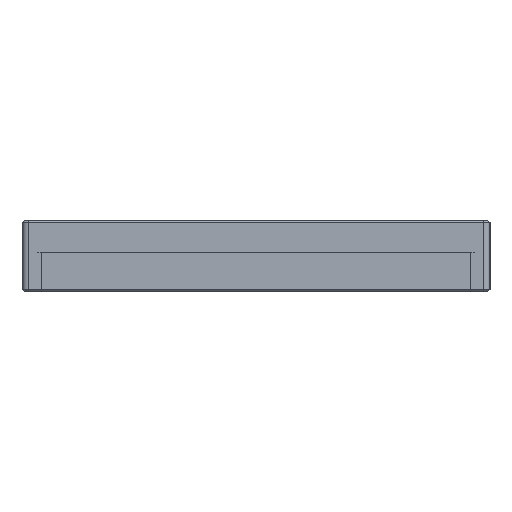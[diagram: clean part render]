
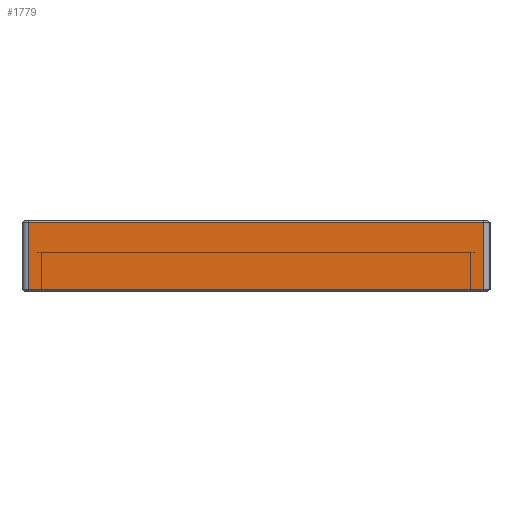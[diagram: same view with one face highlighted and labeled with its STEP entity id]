
A CAD part, left-side view. The second image highlights one B-rep face of the part: STEP entity #1779.
In plain terms, the highlighted planar face has unit normal (-1, 0, 0).
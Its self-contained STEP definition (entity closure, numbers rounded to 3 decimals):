
#72=PLANE('',#1980);
#210=FACE_OUTER_BOUND('',#339,.T.);
#339=EDGE_LOOP('',(#1588,#1589,#1590,#1591));
#452=LINE('',#2899,#615);
#493=LINE('',#3005,#656);
#499=LINE('',#3018,#662);
#501=LINE('',#3021,#664);
#615=VECTOR('',#2353,10.);
#656=VECTOR('',#2478,10.);
#662=VECTOR('',#2498,10.);
#664=VECTOR('',#2502,10.);
#871=VERTEX_POINT('',#2885);
#873=VERTEX_POINT('',#2891);
#898=VERTEX_POINT('',#2999);
#899=VERTEX_POINT('',#3003);
#1074=EDGE_CURVE('',#871,#873,#452,.T.);
#1128=EDGE_CURVE('',#898,#899,#493,.T.);
#1135=EDGE_CURVE('',#873,#898,#499,.T.);
#1137=EDGE_CURVE('',#899,#871,#501,.T.);
#1588=ORIENTED_EDGE('',*,*,#1074,.F.);
#1589=ORIENTED_EDGE('',*,*,#1137,.F.);
#1590=ORIENTED_EDGE('',*,*,#1128,.F.);
#1591=ORIENTED_EDGE('',*,*,#1135,.F.);
#1779=ADVANCED_FACE('',(#210),#72,.T.);
#1980=AXIS2_PLACEMENT_3D('',#3020,#2500,#2501);
#2353=DIRECTION('',(0.,1.,0.));
#2478=DIRECTION('',(0.,-1.,0.));
#2498=DIRECTION('',(0.,0.,1.));
#2500=DIRECTION('center_axis',(-1.,0.,0.));
#2501=DIRECTION('ref_axis',(0.,-1.,0.));
#2502=DIRECTION('',(0.,0.,-1.));
#2885=CARTESIAN_POINT('',(-4.38,-4.717,-4.605));
#2891=CARTESIAN_POINT('',(-4.38,100.483,-4.605));
#2899=CARTESIAN_POINT('',(-4.38,74.933,-4.605));
#2999=CARTESIAN_POINT('',(-4.38,100.483,11.));
#3003=CARTESIAN_POINT('',(-4.38,-4.717,11.));
#3005=CARTESIAN_POINT('',(-4.38,74.933,11.));
#3018=CARTESIAN_POINT('',(-4.38,100.483,0.));
#3020=CARTESIAN_POINT('Origin',(-4.38,101.983,0.));
#3021=CARTESIAN_POINT('',(-4.38,-4.717,0.));
